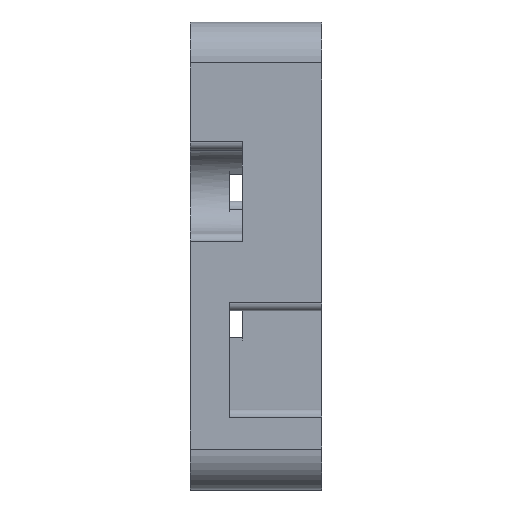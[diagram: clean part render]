
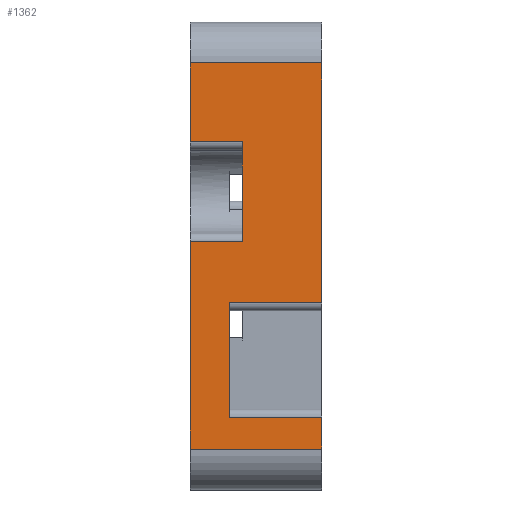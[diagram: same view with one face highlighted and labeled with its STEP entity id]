
A CAD part, left-side view. The second image highlights one B-rep face of the part: STEP entity #1362.
In plain terms, the highlighted planar face has unit normal (-1, 0, 0).
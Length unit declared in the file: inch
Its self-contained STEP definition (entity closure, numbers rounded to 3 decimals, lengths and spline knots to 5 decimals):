
#25=PLANE('',#1466);
#96=FACE_OUTER_BOUND('',#161,.T.);
#161=EDGE_LOOP('',(#966,#967,#968,#969,#970,#971,#972,#973,#974,#975,#976,
#977));
#239=LINE('',#2065,#374);
#240=LINE('',#2067,#375);
#241=LINE('',#2069,#376);
#242=LINE('',#2071,#377);
#243=LINE('',#2073,#378);
#244=LINE('',#2075,#379);
#245=LINE('',#2077,#380);
#246=LINE('',#2079,#381);
#247=LINE('',#2081,#382);
#248=LINE('',#2083,#383);
#249=LINE('',#2085,#384);
#250=LINE('',#2086,#385);
#374=VECTOR('',#1648,39.37008);
#375=VECTOR('',#1649,39.37008);
#376=VECTOR('',#1650,39.37008);
#377=VECTOR('',#1651,39.37008);
#378=VECTOR('',#1652,39.37008);
#379=VECTOR('',#1653,39.37008);
#380=VECTOR('',#1654,39.37008);
#381=VECTOR('',#1655,39.37008);
#382=VECTOR('',#1656,39.37008);
#383=VECTOR('',#1657,39.37008);
#384=VECTOR('',#1658,39.37008);
#385=VECTOR('',#1659,39.37008);
#596=VERTEX_POINT('',#2063);
#597=VERTEX_POINT('',#2064);
#598=VERTEX_POINT('',#2066);
#599=VERTEX_POINT('',#2068);
#600=VERTEX_POINT('',#2070);
#601=VERTEX_POINT('',#2072);
#602=VERTEX_POINT('',#2074);
#603=VERTEX_POINT('',#2076);
#604=VERTEX_POINT('',#2078);
#605=VERTEX_POINT('',#2080);
#606=VERTEX_POINT('',#2082);
#607=VERTEX_POINT('',#2084);
#744=EDGE_CURVE('',#596,#597,#239,.T.);
#745=EDGE_CURVE('',#597,#598,#240,.T.);
#746=EDGE_CURVE('',#599,#598,#241,.T.);
#747=EDGE_CURVE('',#599,#600,#242,.T.);
#748=EDGE_CURVE('',#600,#601,#243,.T.);
#749=EDGE_CURVE('',#601,#602,#244,.T.);
#750=EDGE_CURVE('',#603,#602,#245,.T.);
#751=EDGE_CURVE('',#603,#604,#246,.T.);
#752=EDGE_CURVE('',#605,#604,#247,.T.);
#753=EDGE_CURVE('',#605,#606,#248,.T.);
#754=EDGE_CURVE('',#607,#606,#249,.T.);
#755=EDGE_CURVE('',#607,#596,#250,.T.);
#966=ORIENTED_EDGE('',*,*,#744,.T.);
#967=ORIENTED_EDGE('',*,*,#745,.T.);
#968=ORIENTED_EDGE('',*,*,#746,.F.);
#969=ORIENTED_EDGE('',*,*,#747,.T.);
#970=ORIENTED_EDGE('',*,*,#748,.T.);
#971=ORIENTED_EDGE('',*,*,#749,.T.);
#972=ORIENTED_EDGE('',*,*,#750,.F.);
#973=ORIENTED_EDGE('',*,*,#751,.T.);
#974=ORIENTED_EDGE('',*,*,#752,.F.);
#975=ORIENTED_EDGE('',*,*,#753,.T.);
#976=ORIENTED_EDGE('',*,*,#754,.F.);
#977=ORIENTED_EDGE('',*,*,#755,.T.);
#1362=ADVANCED_FACE('',(#96),#25,.F.);
#1466=AXIS2_PLACEMENT_3D('',#2062,#1646,#1647);
#1646=DIRECTION('center_axis',(1.,0.,0.));
#1647=DIRECTION('ref_axis',(0.,0.,-1.));
#1648=DIRECTION('',(0.,0.,1.));
#1649=DIRECTION('',(0.,1.,0.));
#1650=DIRECTION('',(0.,0.,-1.));
#1651=DIRECTION('',(0.,-1.,0.));
#1652=DIRECTION('',(0.,0.,1.));
#1653=DIRECTION('',(0.,1.,0.));
#1654=DIRECTION('',(0.,0.,1.));
#1655=DIRECTION('',(0.,-1.,0.));
#1656=DIRECTION('',(0.,0.,1.));
#1657=DIRECTION('',(0.,1.,0.));
#1658=DIRECTION('',(0.,0.,1.));
#1659=DIRECTION('',(0.,-1.,0.));
#2062=CARTESIAN_POINT('Origin',(-0.5625,0.1575,-0.5625));
#2063=CARTESIAN_POINT('',(-0.5625,-0.1575,-0.46407));
#2064=CARTESIAN_POINT('',(-0.5625,-0.1575,-0.38769));
#2065=CARTESIAN_POINT('',(-0.5625,-0.1575,-0.5625));
#2066=CARTESIAN_POINT('',(-0.5625,0.06375,-0.38769));
#2067=CARTESIAN_POINT('',(-0.5625,0.06375,-0.38769));
#2068=CARTESIAN_POINT('',(-0.5625,0.06375,-0.11231));
#2069=CARTESIAN_POINT('',(-0.5625,0.06375,0.));
#2070=CARTESIAN_POINT('',(-0.5625,-0.1575,-0.11231));
#2071=CARTESIAN_POINT('',(-0.5625,0.1575,-0.11231));
#2072=CARTESIAN_POINT('',(-0.5625,-0.1575,0.46407));
#2073=CARTESIAN_POINT('',(-0.5625,-0.1575,-0.5625));
#2074=CARTESIAN_POINT('',(-0.5625,0.1575,0.46407));
#2075=CARTESIAN_POINT('',(-0.5625,0.1575,0.46407));
#2076=CARTESIAN_POINT('',(-0.5625,0.1575,0.27437));
#2077=CARTESIAN_POINT('',(-0.5625,0.1575,-0.5625));
#2078=CARTESIAN_POINT('',(-0.5625,0.0325,0.27437));
#2079=CARTESIAN_POINT('',(-0.5625,0.1575,0.27437));
#2080=CARTESIAN_POINT('',(-0.5625,0.0325,0.035));
#2081=CARTESIAN_POINT('',(-0.5625,0.0325,0.05469));
#2082=CARTESIAN_POINT('',(-0.5625,0.1575,0.035));
#2083=CARTESIAN_POINT('',(-0.5625,0.1575,0.035));
#2084=CARTESIAN_POINT('',(-0.5625,0.1575,-0.46407));
#2085=CARTESIAN_POINT('',(-0.5625,0.1575,-0.5625));
#2086=CARTESIAN_POINT('',(-0.5625,0.1575,-0.46407));
